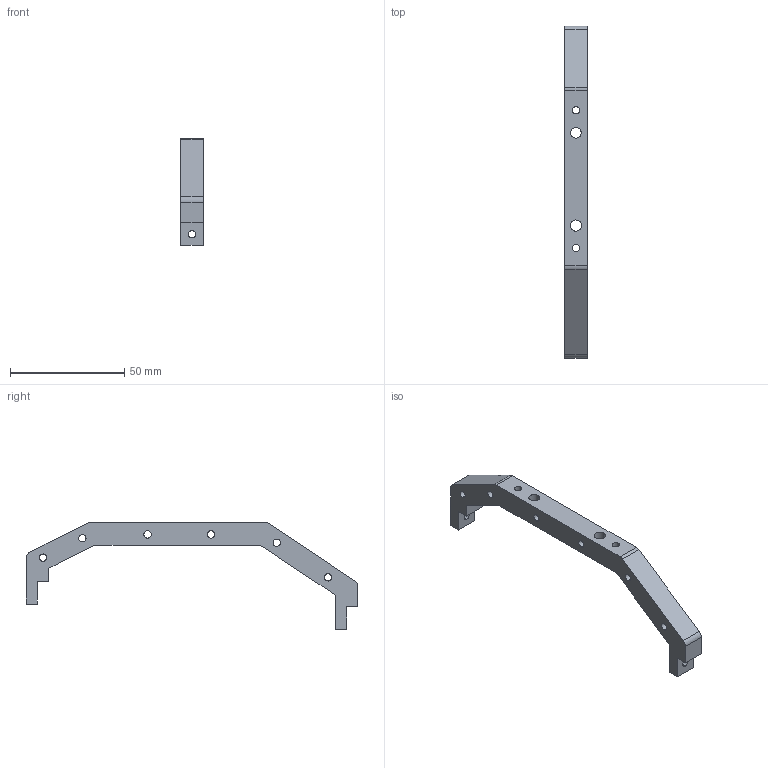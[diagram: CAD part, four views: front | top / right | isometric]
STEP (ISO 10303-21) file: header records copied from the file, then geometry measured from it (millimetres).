
FILE_DESCRIPTION (( 'STEP AP214' ), '1' );
FILE_NAME ('儂极盓殤1 2跺.STEP', '2024-08-19T06:12:31', ( '' ), ( '' ), 'SwSTEP 2.0', 'SolidWorks 2020', '' );
FILE_SCHEMA (( 'AUTOMOTIVE_DESIGN' ));
Length unit declared in the file: millimetre
Products named in the file (1): 儂极盓殤1  2跺
Bounding box: 10 x 145.23 x 46.77 mm (x, y, z)
Volume: 15688.4 mm3; surface area: 8386.1 mm2
Topology: 1 solids, 1 shells, 54 faces, 150 edges, 100 vertices
Faces by surface type: cylinder 34, plane 20
Entity records: 1844 total; most frequent: DIRECTION 328, CARTESIAN_POINT 305, ORIENTED_EDGE 300, EDGE_CURVE 150, AXIS2_PLACEMENT_3D 123, VERTEX_POINT 100, LINE 82, VECTOR 82
